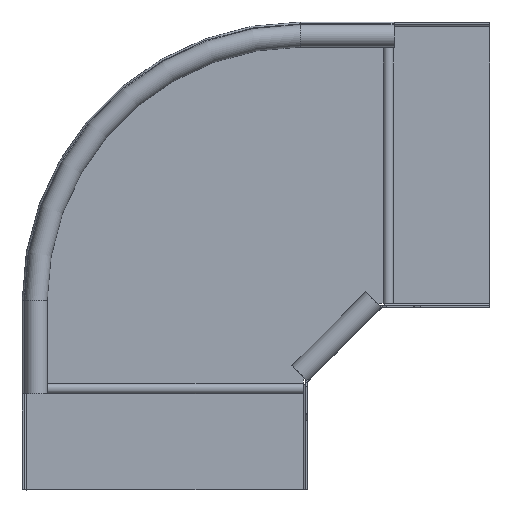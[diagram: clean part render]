
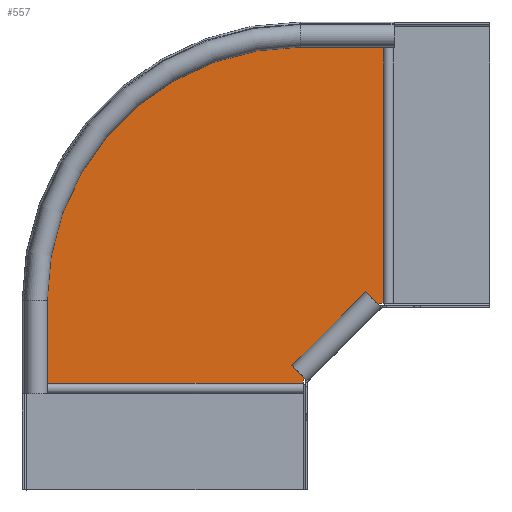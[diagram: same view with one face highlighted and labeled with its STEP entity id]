
A CAD part, top view. The second image highlights one B-rep face of the part: STEP entity #557.
In plain terms, the highlighted planar face has unit normal (0, 0, 1).
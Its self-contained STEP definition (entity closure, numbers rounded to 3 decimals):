
#45=DIRECTION('',(-1.,0.,0.));
#46=VECTOR('',#45,1.972);
#47=CARTESIAN_POINT('',(-57.328,100.35,0.));
#48=LINE('',#47,#46);
#76=DIRECTION('',(0.,-1.,0.));
#77=VECTOR('',#76,148.5);
#78=CARTESIAN_POINT('',(-57.328,248.85,0.));
#79=LINE('',#78,#77);
#84=DIRECTION('',(0.707,0.707,0.));
#85=VECTOR('',#84,58.053);
#86=CARTESIAN_POINT('',(-100.35,59.3,0.));
#87=LINE('',#86,#85);
#88=CARTESIAN_POINT('',(-101.85,101.85,0.));
#89=DIRECTION('',(0.,0.,1.));
#90=DIRECTION('',(0.,1.,0.));
#91=AXIS2_PLACEMENT_3D('',#88,#89,#90);
#172=DIRECTION('',(1.,0.,0.));
#173=VECTOR('',#172,44.522);
#174=CARTESIAN_POINT('',(-101.85,248.85,0.));
#175=LINE('',#174,#173);
#207=DIRECTION('',(0.,1.,0.));
#208=VECTOR('',#207,44.522);
#209=CARTESIAN_POINT('',(-248.85,57.328,0.));
#210=LINE('',#209,#208);
#265=DIRECTION('',(0.,-1.,0.));
#266=VECTOR('',#265,1.972);
#267=CARTESIAN_POINT('',(-100.35,59.3,0.));
#268=LINE('',#267,#266);
#320=DIRECTION('',(-1.,0.,0.));
#321=VECTOR('',#320,148.5);
#322=CARTESIAN_POINT('',(-100.35,57.328,0.));
#323=LINE('',#322,#321);
#328=CARTESIAN_POINT('',(-57.328,248.85,0.));
#329=CARTESIAN_POINT('',(-57.328,100.35,0.));
#330=VERTEX_POINT('',#328);
#331=VERTEX_POINT('',#329);
#340=CARTESIAN_POINT('',(-248.85,57.328,0.));
#341=CARTESIAN_POINT('',(-248.85,101.85,0.));
#342=VERTEX_POINT('',#340);
#343=VERTEX_POINT('',#341);
#359=CARTESIAN_POINT('',(-101.85,248.85,0.));
#360=VERTEX_POINT('',#359);
#373=CARTESIAN_POINT('',(-100.35,57.328,0.));
#374=VERTEX_POINT('',#373);
#381=CARTESIAN_POINT('',(-100.35,59.3,0.));
#382=CARTESIAN_POINT('',(-59.3,100.35,0.));
#383=VERTEX_POINT('',#381);
#384=VERTEX_POINT('',#382);
#536=CARTESIAN_POINT('',(-101.85,101.85,0.));
#537=DIRECTION('',(0.,0.,-1.));
#538=DIRECTION('',(-1.,0.,0.));
#539=AXIS2_PLACEMENT_3D('',#536,#537,#538);
#540=PLANE('',#539);
#542=ORIENTED_EDGE('',*,*,#541,.F.);
#544=ORIENTED_EDGE('',*,*,#543,.T.);
#546=ORIENTED_EDGE('',*,*,#545,.T.);
#548=ORIENTED_EDGE('',*,*,#547,.T.);
#550=ORIENTED_EDGE('',*,*,#549,.F.);
#552=ORIENTED_EDGE('',*,*,#551,.T.);
#553=ORIENTED_EDGE('',*,*,#528,.T.);
#554=ORIENTED_EDGE('',*,*,#468,.T.);
#555=EDGE_LOOP('',(#542,#544,#546,#548,#550,#552,#553,#554));
#556=FACE_OUTER_BOUND('',#555,.F.);
#557=ADVANCED_FACE('',(#556),#540,.F.);
#92=CIRCLE('',#91,147.);
#468=EDGE_CURVE('',#331,#384,#48,.T.);
#528=EDGE_CURVE('',#330,#331,#79,.T.);
#541=EDGE_CURVE('',#383,#384,#87,.T.);
#543=EDGE_CURVE('',#383,#374,#268,.T.);
#545=EDGE_CURVE('',#374,#342,#323,.T.);
#547=EDGE_CURVE('',#342,#343,#210,.T.);
#549=EDGE_CURVE('',#360,#343,#92,.T.);
#551=EDGE_CURVE('',#360,#330,#175,.T.);
